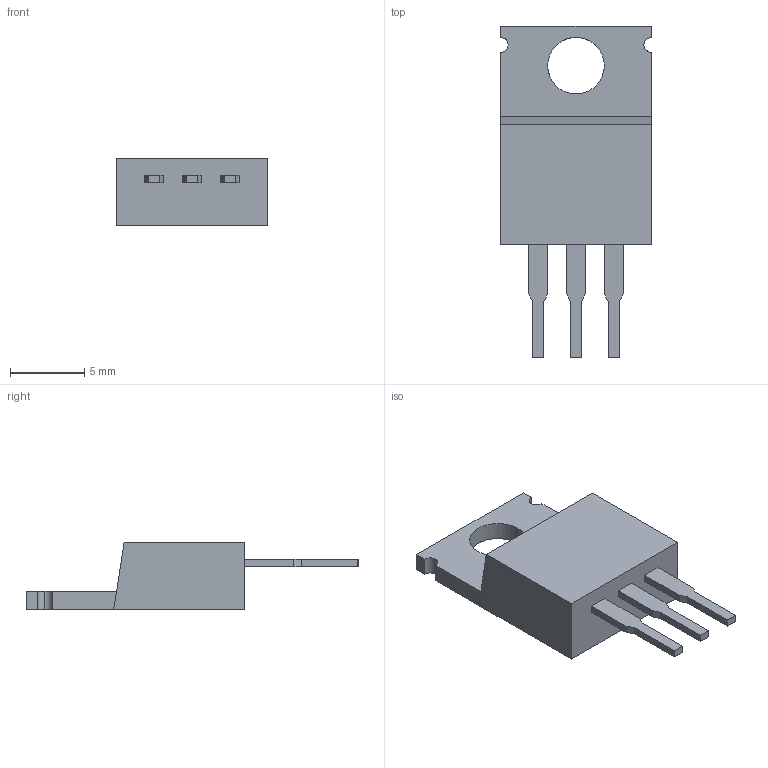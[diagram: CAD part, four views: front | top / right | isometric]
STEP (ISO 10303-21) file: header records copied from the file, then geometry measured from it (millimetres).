
FILE_DESCRIPTION(/* description */ (''),/* implementation_level */ '2;1');
FILE_NAME(/* name */ 'TO-220~2',/* time_stamp */ '2017-04-07T12:05:30+03:00',/* author */ (''),/* organization */ (''),/* preprocessor_version */ 'ST-DEVELOPER v15',/* originating_system */ '',/* authorisation */ '');
FILE_SCHEMA (('AUTOMOTIVE_DESIGN'));
Length unit declared in the file: inch
Products named in the file (1): Document
Bounding box: 10.16 x 22.35 x 4.57 mm (x, y, z)
Surface area: 539.3 mm2 (no closed solid volume)
Topology: 0 solids, 52 shells, 52 faces, 274 edges, 274 vertices
Faces by surface type: plane 47, bspline 5
Entity records: 2985 total; most frequent: CARTESIAN_POINT 1005, ORIENTED_EDGE 274, EDGE_CURVE 274, VERTEX_POINT 274, B_SPLINE_CURVE_WITH_KNOTS 254, EDGE_LOOP 57, COLOUR_RGB 52, FILL_AREA_STYLE_COLOUR 52
